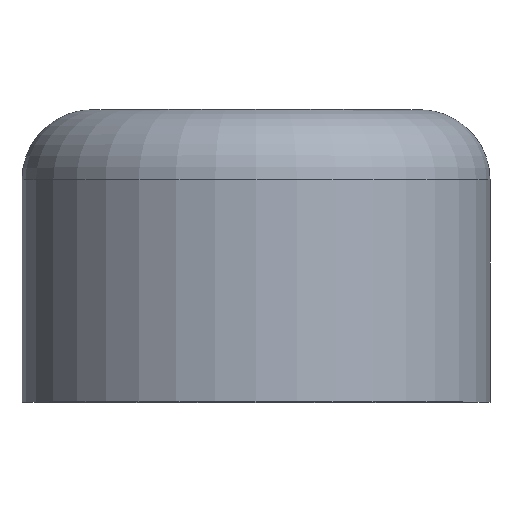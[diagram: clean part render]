
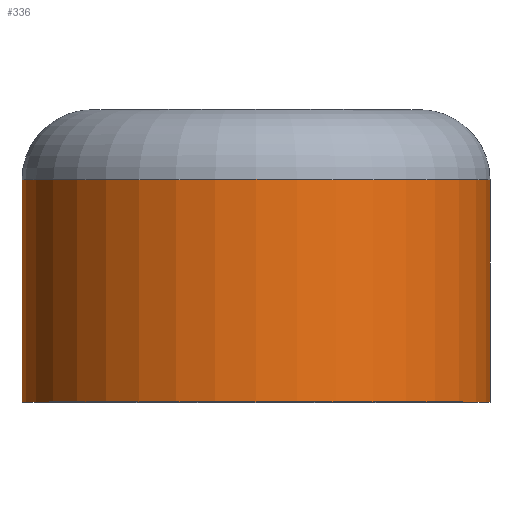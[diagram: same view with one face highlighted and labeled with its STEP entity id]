
A CAD part, top view. The second image highlights one B-rep face of the part: STEP entity #336.
In plain terms, the highlighted cylindrical face has radius 12.7 mm (diameter 25.4 mm), a full revolution.
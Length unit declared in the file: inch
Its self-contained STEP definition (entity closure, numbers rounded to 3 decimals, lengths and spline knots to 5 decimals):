
#45=LINE('',#515,#66);
#66=VECTOR('',#422,0.5);
#87=CYLINDRICAL_SURFACE('',#374,0.5);
#91=FACE_OUTER_BOUND('',#111,.T.);
#111=EDGE_LOOP('',(#238,#239,#240,#241,#242));
#135=CIRCLE('',#372,0.5);
#136=CIRCLE('',#373,0.5);
#137=CIRCLE('',#375,0.5);
#151=VERTEX_POINT('',#507);
#152=VERTEX_POINT('',#509);
#153=VERTEX_POINT('',#513);
#185=EDGE_CURVE('',#151,#152,#135,.T.);
#186=EDGE_CURVE('',#152,#151,#136,.T.);
#187=EDGE_CURVE('',#153,#153,#137,.T.);
#188=EDGE_CURVE('',#153,#152,#45,.T.);
#238=ORIENTED_EDGE('',*,*,#187,.F.);
#239=ORIENTED_EDGE('',*,*,#188,.T.);
#240=ORIENTED_EDGE('',*,*,#185,.F.);
#241=ORIENTED_EDGE('',*,*,#186,.F.);
#242=ORIENTED_EDGE('',*,*,#188,.F.);
#336=ADVANCED_FACE('',(#91),#87,.T.);
#372=AXIS2_PLACEMENT_3D('',#510,#414,#415);
#373=AXIS2_PLACEMENT_3D('',#511,#416,#417);
#374=AXIS2_PLACEMENT_3D('',#512,#418,#419);
#375=AXIS2_PLACEMENT_3D('',#514,#420,#421);
#414=DIRECTION('center_axis',(0.,1.,0.));
#415=DIRECTION('ref_axis',(1.,0.,0.));
#416=DIRECTION('center_axis',(0.,1.,0.));
#417=DIRECTION('ref_axis',(1.,0.,0.));
#418=DIRECTION('center_axis',(0.,-1.,0.));
#419=DIRECTION('ref_axis',(1.,0.,0.));
#420=DIRECTION('center_axis',(0.,-1.,0.));
#421=DIRECTION('ref_axis',(1.,0.,0.));
#422=DIRECTION('',(0.,1.,0.));
#507=CARTESIAN_POINT('',(0.,-0.15,-0.5));
#509=CARTESIAN_POINT('',(-0.5,-0.15,0.));
#510=CARTESIAN_POINT('Origin',(0.,-0.15,0.));
#511=CARTESIAN_POINT('Origin',(0.,-0.15,0.));
#512=CARTESIAN_POINT('Origin',(0.,0.,0.));
#513=CARTESIAN_POINT('',(-0.5,-0.625,0.));
#514=CARTESIAN_POINT('Origin',(0.,-0.625,0.));
#515=CARTESIAN_POINT('',(-0.5,0.,0.));
